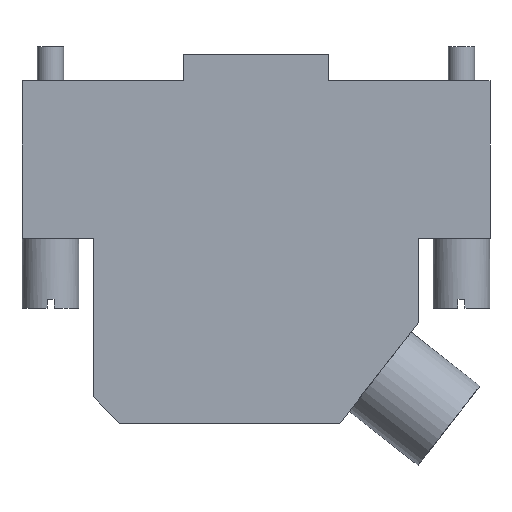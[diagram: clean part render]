
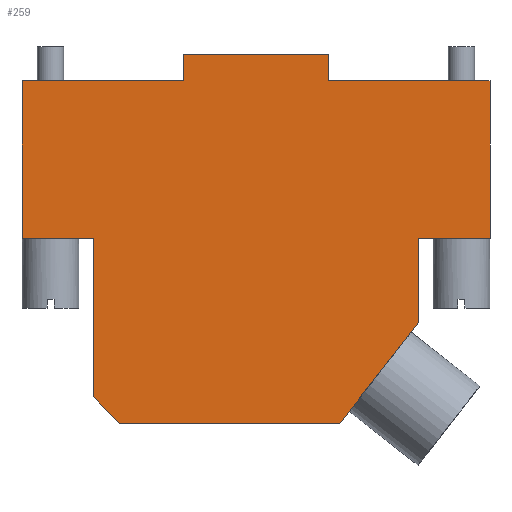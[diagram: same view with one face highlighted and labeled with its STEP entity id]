
A CAD part, front view. The second image highlights one B-rep face of the part: STEP entity #259.
In plain terms, the highlighted planar face has unit normal (0, -1, 0).
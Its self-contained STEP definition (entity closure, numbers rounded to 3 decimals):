
#208=PLANE('',#1453);
#259=ADVANCED_FACE('',(#311),#208,.T.);
#311=FACE_OUTER_BOUND('',#368,.T.);
#368=EDGE_LOOP('',(#628,#629,#630,#631,#632,#633,#634,#635,#636,#637,#638,
#639,#640,#641));
#628=ORIENTED_EDGE('',*,*,#875,.T.);
#629=ORIENTED_EDGE('',*,*,#873,.T.);
#630=ORIENTED_EDGE('',*,*,#815,.F.);
#631=ORIENTED_EDGE('',*,*,#818,.T.);
#632=ORIENTED_EDGE('',*,*,#820,.T.);
#633=ORIENTED_EDGE('',*,*,#828,.F.);
#634=ORIENTED_EDGE('',*,*,#829,.F.);
#635=ORIENTED_EDGE('',*,*,#832,.F.);
#636=ORIENTED_EDGE('',*,*,#835,.F.);
#637=ORIENTED_EDGE('',*,*,#838,.F.);
#638=ORIENTED_EDGE('',*,*,#841,.F.);
#639=ORIENTED_EDGE('',*,*,#844,.F.);
#640=ORIENTED_EDGE('',*,*,#847,.F.);
#641=ORIENTED_EDGE('',*,*,#876,.F.);
#709=VERTEX_POINT('',#1931);
#710=VERTEX_POINT('',#1933);
#712=VERTEX_POINT('',#1938);
#713=VERTEX_POINT('',#1943);
#718=VERTEX_POINT('',#1956);
#719=VERTEX_POINT('',#1960);
#721=VERTEX_POINT('',#1966);
#723=VERTEX_POINT('',#1972);
#725=VERTEX_POINT('',#1978);
#727=VERTEX_POINT('',#1984);
#729=VERTEX_POINT('',#1990);
#731=VERTEX_POINT('',#1996);
#745=VERTEX_POINT('',#2046);
#746=VERTEX_POINT('',#2050);
#815=EDGE_CURVE('',#709,#710,#990,.T.);
#818=EDGE_CURVE('',#709,#712,#993,.T.);
#820=EDGE_CURVE('',#712,#713,#995,.T.);
#828=EDGE_CURVE('',#718,#713,#1003,.T.);
#829=EDGE_CURVE('',#719,#718,#1004,.T.);
#832=EDGE_CURVE('',#721,#719,#1007,.T.);
#835=EDGE_CURVE('',#723,#721,#1010,.T.);
#838=EDGE_CURVE('',#725,#723,#1013,.T.);
#841=EDGE_CURVE('',#727,#725,#1016,.T.);
#844=EDGE_CURVE('',#729,#727,#1019,.T.);
#847=EDGE_CURVE('',#731,#729,#1022,.T.);
#873=EDGE_CURVE('',#745,#710,#1048,.T.);
#875=EDGE_CURVE('',#746,#745,#1050,.T.);
#876=EDGE_CURVE('',#746,#731,#1051,.T.);
#990=LINE('',#1932,#1115);
#993=LINE('',#1939,#1118);
#995=LINE('',#1942,#1120);
#1003=LINE('',#1957,#1128);
#1004=LINE('',#1959,#1129);
#1007=LINE('',#1965,#1132);
#1010=LINE('',#1971,#1135);
#1013=LINE('',#1977,#1138);
#1016=LINE('',#1983,#1141);
#1019=LINE('',#1989,#1144);
#1022=LINE('',#1995,#1147);
#1048=LINE('',#2045,#1173);
#1050=LINE('',#2049,#1175);
#1051=LINE('',#2051,#1176);
#1115=VECTOR('',#1616,1.);
#1118=VECTOR('',#1621,1.);
#1120=VECTOR('',#1625,1.);
#1128=VECTOR('',#1635,1.);
#1129=VECTOR('',#1638,1.);
#1132=VECTOR('',#1643,1.);
#1135=VECTOR('',#1648,1.);
#1138=VECTOR('',#1653,1.);
#1141=VECTOR('',#1658,1.);
#1144=VECTOR('',#1663,1.);
#1147=VECTOR('',#1668,1.);
#1173=VECTOR('',#1714,1.);
#1175=VECTOR('',#1718,1.);
#1176=VECTOR('',#1719,1.);
#1453=AXIS2_PLACEMENT_3D('',#2052,#1720,#1721);
#1616=DIRECTION('',(1.,0.,0.));
#1621=DIRECTION('',(0.,0.,-1.));
#1625=DIRECTION('',(-1.,0.,0.));
#1635=DIRECTION('',(0.,0.,1.));
#1638=DIRECTION('',(-1.,0.,0.));
#1643=DIRECTION('',(0.,0.,1.));
#1648=DIRECTION('',(-0.707,0.,0.707));
#1653=DIRECTION('',(-1.,0.,0.));
#1658=DIRECTION('',(-0.616,0.,-0.788));
#1663=DIRECTION('',(0.,0.,-1.));
#1668=DIRECTION('',(-1.,0.,0.));
#1714=DIRECTION('',(0.,0.,1.));
#1718=DIRECTION('',(-1.,0.,0.));
#1719=DIRECTION('',(0.,0.,-1.));
#1720=DIRECTION('',(0.,-1.,0.));
#1721=DIRECTION('',(1.,0.,0.));
#1931=CARTESIAN_POINT('',(-8.3,-7.5,2.8));
#1932=CARTESIAN_POINT('',(-8.3,-7.5,2.8));
#1933=CARTESIAN_POINT('',(8.3,-7.5,2.8));
#1938=CARTESIAN_POINT('',(-8.3,-7.5,-0.2));
#1939=CARTESIAN_POINT('',(-8.3,-7.5,2.8));
#1942=CARTESIAN_POINT('',(-8.3,-7.5,-0.2));
#1943=CARTESIAN_POINT('',(-26.76,-7.5,-0.2));
#1956=CARTESIAN_POINT('',(-26.76,-7.5,-18.2));
#1957=CARTESIAN_POINT('',(-26.76,-7.5,-18.2));
#1959=CARTESIAN_POINT('',(-18.6,-7.5,-18.2));
#1960=CARTESIAN_POINT('',(-18.6,-7.5,-18.2));
#1965=CARTESIAN_POINT('',(-18.6,-7.5,-36.35));
#1966=CARTESIAN_POINT('',(-18.6,-7.5,-36.35));
#1971=CARTESIAN_POINT('',(-15.6,-7.5,-39.35));
#1972=CARTESIAN_POINT('',(-15.6,-7.5,-39.35));
#1977=CARTESIAN_POINT('',(9.6,-7.5,-39.35));
#1978=CARTESIAN_POINT('',(9.6,-7.5,-39.35));
#1983=CARTESIAN_POINT('',(18.6,-7.5,-27.831));
#1984=CARTESIAN_POINT('',(18.6,-7.5,-27.831));
#1989=CARTESIAN_POINT('',(18.6,-7.5,-18.2));
#1990=CARTESIAN_POINT('',(18.6,-7.5,-18.2));
#1995=CARTESIAN_POINT('',(26.76,-7.5,-18.2));
#1996=CARTESIAN_POINT('',(26.76,-7.5,-18.2));
#2045=CARTESIAN_POINT('',(8.3,-7.5,-0.2));
#2046=CARTESIAN_POINT('',(8.3,-7.5,-0.2));
#2049=CARTESIAN_POINT('',(26.76,-7.5,-0.2));
#2050=CARTESIAN_POINT('',(26.76,-7.5,-0.2));
#2051=CARTESIAN_POINT('',(26.76,-7.5,-0.2));
#2052=CARTESIAN_POINT('',(-29.436,-7.5,-41.458));
